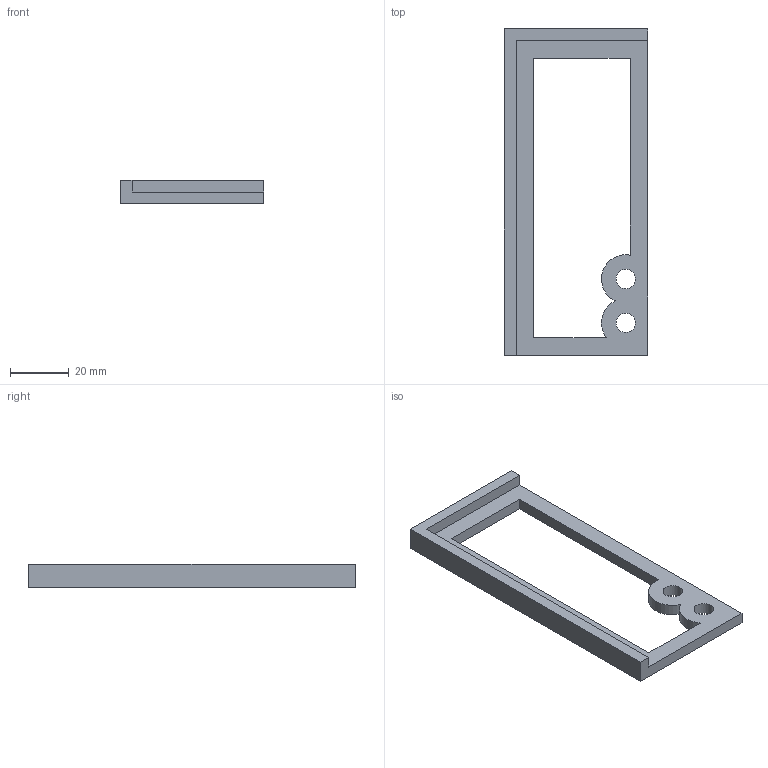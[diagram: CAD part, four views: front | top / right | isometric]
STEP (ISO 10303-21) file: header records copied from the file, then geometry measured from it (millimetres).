
FILE_DESCRIPTION(('HOOPS Exchange Step'),'2;1');
FILE_NAME('temp_export','2024-05-03T02:28:30+02:00',('Hacked'),('Shapr3D Limited'),'HOOPS Exchange 2024.2','Shapr3D','Authorized');
FILE_SCHEMA( ('AUTOMOTIVE_DESIGN { 1 0 10303 214 1 1 1 1 }') );
Length unit declared in the file: millimetre
Products named in the file (5): vc4_panel_top_400 v1:1; Panel Assembly - Top - 400 v1:1; temp_import.step; root
Assembly tree (4 placements, depth 5):
  root
    temp_import.step
      temp_import.step
        Panel Assembly - Top - 400 v1:1
          vc4_panel_top_400 v1:1
Bounding box: 49 x 111.5 x 8 mm (x, y, z)
Volume: 12437.1 mm3; surface area: 8737.8 mm2
Topology: 1 solids, 1 shells, 17 faces, 49 edges, 34 vertices
Faces by surface type: plane 13, cylinder 4
Full cylindrical faces by diameter (mm): 6.6 x2
Entity records: 691 total; most frequent: CARTESIAN_POINT 105, DIRECTION 105, ORIENTED_EDGE 98, EDGE_CURVE 49, VECTOR 37, LINE 37, AXIS2_PLACEMENT_3D 34, VERTEX_POINT 34
